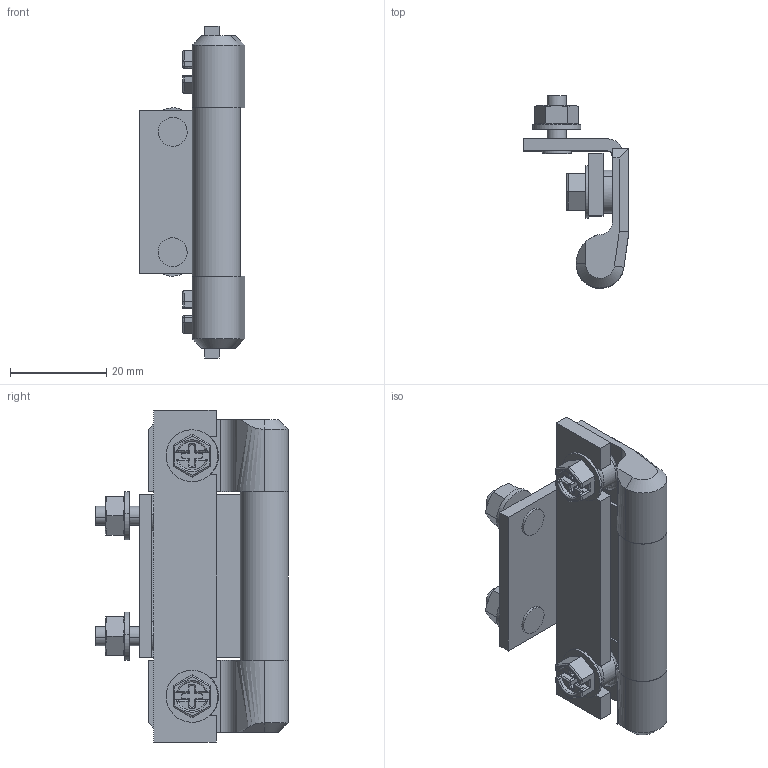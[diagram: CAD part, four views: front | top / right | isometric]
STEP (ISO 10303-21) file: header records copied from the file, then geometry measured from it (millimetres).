
FILE_DESCRIPTION((''),'2;1');
FILE_NAME('','2006-11-07T16:06:28',(''),(''),'','CADfix','');
FILE_SCHEMA(('AUTOMOTIVE_DESIGN'));
Length unit declared in the file: millimetre
Products named in the file (9): hinge pieces_B_mr; screw; nut; washer; shaft; hinge pieces_B; hinge pieces_A; bracket; TEH_1110_U114_3628_36
Assembly tree (11 placements, depth 2):
  TEH_1110_U114_3628_36
    hinge pieces_B_mr
    screw  x2
    nut  x2
    washer  x2
    shaft
    hinge pieces_B
    hinge pieces_A
    bracket
Bounding box: 22.02 x 39.99 x 69 mm (x, y, z)
Volume: 14246 mm3; surface area: 13084.1 mm2
Topology: 11 solids, 11 shells, 346 faces, 912 edges, 600 vertices
Faces by surface type: bspline 346
Entity records: 7683 total; most frequent: CARTESIAN_POINT 4069, ORIENTED_EDGE 1208, EDGE_CURVE 604, VERTEX_POINT 406, QUASI_UNIFORM_CURVE 296, EDGE_LOOP 240, FACE_OUTER_BOUND 225, ADVANCED_FACE 225
